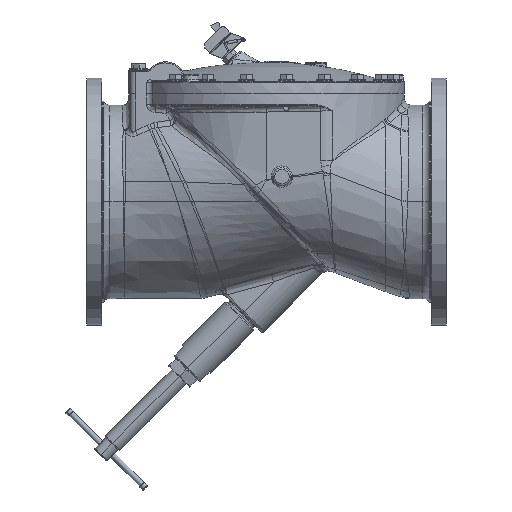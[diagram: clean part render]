
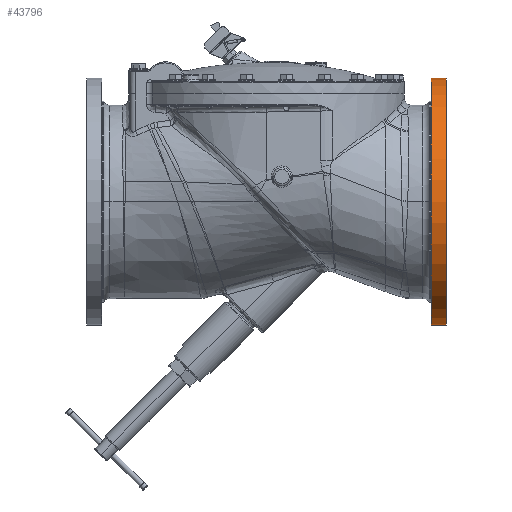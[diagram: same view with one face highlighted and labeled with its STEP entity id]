
A CAD part, top view. The second image highlights one B-rep face of the part: STEP entity #43796.
In plain terms, the highlighted cylindrical face has radius 349.25 mm (diameter 698.5 mm), a partial arc.
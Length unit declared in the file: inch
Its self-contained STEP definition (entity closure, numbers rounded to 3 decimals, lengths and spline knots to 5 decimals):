
#10417=CARTESIAN_POINT('',(20.,0.,0.));
#10418=DIRECTION('',(1.,0.,0.));
#10419=DIRECTION('',(0.,1.,0.));
#10420=AXIS2_PLACEMENT_3D('',#10417,#10418,#10419);
#10422=CARTESIAN_POINT('',(18.31,0.,0.));
#10423=DIRECTION('',(1.,0.,0.));
#10424=DIRECTION('',(0.,1.,0.));
#10425=AXIS2_PLACEMENT_3D('',#10422,#10423,#10424);
#10427=DIRECTION('',(-1.,0.,0.));
#10428=VECTOR('',#10427,1.69);
#10429=CARTESIAN_POINT('',(20.,13.75,0.));
#10430=LINE('',#10429,#10428);
#10436=DIRECTION('',(-1.,0.,0.));
#10437=VECTOR('',#10436,1.69);
#10438=CARTESIAN_POINT('',(20.,-13.75,0.));
#10439=LINE('',#10438,#10437);
#25633=CARTESIAN_POINT('',(20.,13.75,0.));
#25634=CARTESIAN_POINT('',(20.,-13.75,0.));
#25635=VERTEX_POINT('',#25633);
#25636=VERTEX_POINT('',#25634);
#25681=CARTESIAN_POINT('',(18.31,13.75,0.));
#25682=VERTEX_POINT('',#25681);
#25683=CARTESIAN_POINT('',(18.31,-13.75,0.));
#25684=VERTEX_POINT('',#25683);
#43782=CARTESIAN_POINT('',(-22.3784,0.,0.));
#43783=DIRECTION('',(1.,0.,0.));
#43784=DIRECTION('',(0.,-1.,0.));
#43785=AXIS2_PLACEMENT_3D('',#43782,#43783,#43784);
#43786=CYLINDRICAL_SURFACE('',#43785,13.75);
#43788=ORIENTED_EDGE('',*,*,#43787,.F.);
#43790=ORIENTED_EDGE('',*,*,#43789,.T.);
#43792=ORIENTED_EDGE('',*,*,#43791,.T.);
#43793=ORIENTED_EDGE('',*,*,#43639,.F.);
#43794=EDGE_LOOP('',(#43788,#43790,#43792,#43793));
#43795=FACE_OUTER_BOUND('',#43794,.F.);
#10421=CIRCLE('',#10420,13.75);
#10426=CIRCLE('',#10425,13.75);
#43639=EDGE_CURVE('',#25682,#25684,#10426,.T.);
#43787=EDGE_CURVE('',#25635,#25682,#10430,.T.);
#43789=EDGE_CURVE('',#25635,#25636,#10421,.T.);
#43791=EDGE_CURVE('',#25636,#25684,#10439,.T.);
#43796=ADVANCED_FACE('',(#43795),#43786,.T.);
